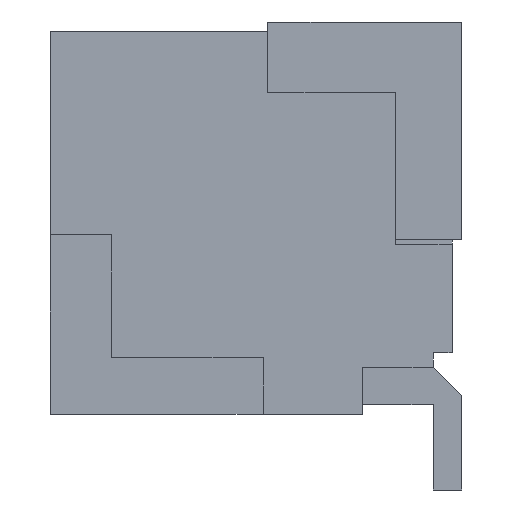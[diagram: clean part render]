
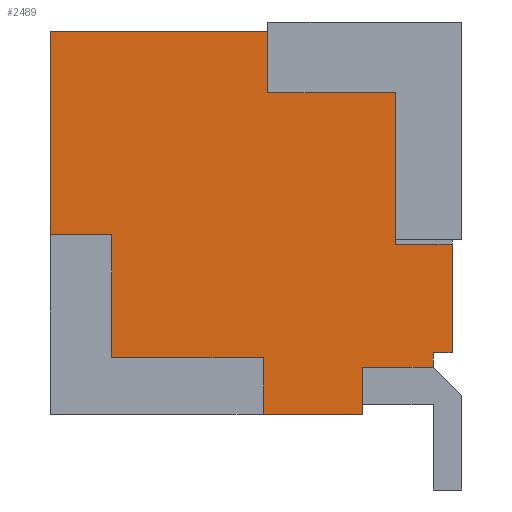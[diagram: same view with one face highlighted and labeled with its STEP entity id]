
A CAD part, left-side view. The second image highlights one B-rep face of the part: STEP entity #2489.
In plain terms, the highlighted planar face has unit normal (-1, 0, 0).
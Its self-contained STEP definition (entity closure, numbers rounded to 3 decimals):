
#64=FACE_OUTER_BOUND('',#189,.T.);
#189=EDGE_LOOP('',(#1812,#1813,#1814,#1815,#1816,#1817,#1818,#1819,#1820,
#1821,#1822,#1823,#1824,#1825,#1826,#1827));
#389=LINE('',#3535,#738);
#421=LINE('',#3598,#770);
#433=LINE('',#3622,#782);
#434=LINE('',#3624,#783);
#435=LINE('',#3626,#784);
#436=LINE('',#3628,#785);
#437=LINE('',#3629,#786);
#438=LINE('',#3630,#787);
#439=LINE('',#3632,#788);
#440=LINE('',#3634,#789);
#441=LINE('',#3636,#790);
#442=LINE('',#3638,#791);
#443=LINE('',#3640,#792);
#444=LINE('',#3642,#793);
#445=LINE('',#3644,#794);
#446=LINE('',#3645,#795);
#738=VECTOR('',#2884,0.15);
#770=VECTOR('',#2926,0.5);
#782=VECTOR('',#2946,0.65);
#783=VECTOR('',#2947,1.3);
#784=VECTOR('',#2948,1.6);
#785=VECTOR('',#2949,0.6);
#786=VECTOR('',#2950,1.05);
#787=VECTOR('',#2951,0.75);
#788=VECTOR('',#2952,0.2);
#789=VECTOR('',#2953,1.15);
#790=VECTOR('',#2954,0.6);
#791=VECTOR('',#2955,1.6);
#792=VECTOR('',#2956,1.35);
#793=VECTOR('',#2957,0.65);
#794=VECTOR('',#2958,2.3);
#795=VECTOR('',#2959,2.15);
#1057=VERTEX_POINT('',#3532);
#1058=VERTEX_POINT('',#3534);
#1083=VERTEX_POINT('',#3595);
#1084=VERTEX_POINT('',#3597);
#1091=VERTEX_POINT('',#3620);
#1092=VERTEX_POINT('',#3621);
#1093=VERTEX_POINT('',#3623);
#1094=VERTEX_POINT('',#3625);
#1095=VERTEX_POINT('',#3627);
#1096=VERTEX_POINT('',#3631);
#1097=VERTEX_POINT('',#3633);
#1098=VERTEX_POINT('',#3635);
#1099=VERTEX_POINT('',#3637);
#1100=VERTEX_POINT('',#3639);
#1101=VERTEX_POINT('',#3641);
#1102=VERTEX_POINT('',#3643);
#1315=EDGE_CURVE('',#1058,#1057,#389,.T.);
#1347=EDGE_CURVE('',#1084,#1083,#421,.T.);
#1359=EDGE_CURVE('',#1091,#1092,#433,.T.);
#1360=EDGE_CURVE('',#1092,#1093,#434,.T.);
#1361=EDGE_CURVE('',#1093,#1094,#435,.T.);
#1362=EDGE_CURVE('',#1094,#1095,#436,.T.);
#1363=EDGE_CURVE('',#1095,#1084,#437,.T.);
#1364=EDGE_CURVE('',#1083,#1058,#438,.T.);
#1365=EDGE_CURVE('',#1057,#1096,#439,.T.);
#1366=EDGE_CURVE('',#1097,#1096,#440,.T.);
#1367=EDGE_CURVE('',#1097,#1098,#441,.T.);
#1368=EDGE_CURVE('',#1098,#1099,#442,.T.);
#1369=EDGE_CURVE('',#1099,#1100,#443,.T.);
#1370=EDGE_CURVE('',#1100,#1101,#444,.T.);
#1371=EDGE_CURVE('',#1102,#1101,#445,.T.);
#1372=EDGE_CURVE('',#1102,#1091,#446,.T.);
#1812=ORIENTED_EDGE('',*,*,#1359,.T.);
#1813=ORIENTED_EDGE('',*,*,#1360,.T.);
#1814=ORIENTED_EDGE('',*,*,#1361,.T.);
#1815=ORIENTED_EDGE('',*,*,#1362,.T.);
#1816=ORIENTED_EDGE('',*,*,#1363,.T.);
#1817=ORIENTED_EDGE('',*,*,#1347,.T.);
#1818=ORIENTED_EDGE('',*,*,#1364,.T.);
#1819=ORIENTED_EDGE('',*,*,#1315,.T.);
#1820=ORIENTED_EDGE('',*,*,#1365,.T.);
#1821=ORIENTED_EDGE('',*,*,#1366,.F.);
#1822=ORIENTED_EDGE('',*,*,#1367,.T.);
#1823=ORIENTED_EDGE('',*,*,#1368,.T.);
#1824=ORIENTED_EDGE('',*,*,#1369,.T.);
#1825=ORIENTED_EDGE('',*,*,#1370,.T.);
#1826=ORIENTED_EDGE('',*,*,#1371,.F.);
#1827=ORIENTED_EDGE('',*,*,#1372,.T.);
#2291=PLANE('',#2616);
#2489=ADVANCED_FACE('',(#64),#2291,.F.);
#2616=AXIS2_PLACEMENT_3D('',#3619,#2944,#2945);
#2884=DIRECTION('',(0.,0.,1.));
#2926=DIRECTION('',(0.,0.,1.));
#2944=DIRECTION('center_axis',(1.,0.,0.));
#2945=DIRECTION('ref_axis',(0.,0.,-1.));
#2946=DIRECTION('',(0.,-1.,0.));
#2947=DIRECTION('',(0.,0.,-1.));
#2948=DIRECTION('',(0.,-1.,0.));
#2949=DIRECTION('',(0.,0.,-1.));
#2950=DIRECTION('',(0.,-1.,0.));
#2951=DIRECTION('',(0.,-1.,0.));
#2952=DIRECTION('',(0.,-1.,0.));
#2953=DIRECTION('',(0.,0.,-1.));
#2954=DIRECTION('',(0.,1.,0.));
#2955=DIRECTION('',(0.,0.,1.));
#2956=DIRECTION('',(0.,1.,0.));
#2957=DIRECTION('',(0.,0.,1.));
#2958=DIRECTION('',(0.,-1.,0.));
#2959=DIRECTION('',(0.,0.,-1.));
#3532=CARTESIAN_POINT('',(-9.5,0.2,0.65));
#3534=CARTESIAN_POINT('',(-9.5,0.2,0.5));
#3535=CARTESIAN_POINT('',(-9.5,0.2,0.5));
#3595=CARTESIAN_POINT('',(-9.5,0.95,0.5));
#3597=CARTESIAN_POINT('',(-9.5,0.95,0.));
#3598=CARTESIAN_POINT('',(-9.5,0.95,0.));
#3619=CARTESIAN_POINT('Origin',(-9.5,0.,4.05));
#3620=CARTESIAN_POINT('',(-9.5,4.25,1.9));
#3621=CARTESIAN_POINT('',(-9.5,3.6,1.9));
#3622=CARTESIAN_POINT('',(-9.5,4.25,1.9));
#3623=CARTESIAN_POINT('',(-9.5,3.6,0.6));
#3624=CARTESIAN_POINT('',(-9.5,3.6,1.9));
#3625=CARTESIAN_POINT('',(-9.5,2.,0.6));
#3626=CARTESIAN_POINT('',(-9.5,3.6,0.6));
#3627=CARTESIAN_POINT('',(-9.5,2.,0.));
#3628=CARTESIAN_POINT('',(-9.5,2.,0.6));
#3629=CARTESIAN_POINT('',(-9.5,0.,0.));
#3630=CARTESIAN_POINT('',(-9.5,0.95,0.5));
#3631=CARTESIAN_POINT('',(-9.5,0.,0.65));
#3632=CARTESIAN_POINT('',(-9.5,0.2,0.65));
#3633=CARTESIAN_POINT('',(-9.5,0.,1.8));
#3634=CARTESIAN_POINT('',(-9.5,0.,4.05));
#3635=CARTESIAN_POINT('',(-9.5,0.6,1.8));
#3636=CARTESIAN_POINT('',(-9.5,0.6,1.8));
#3637=CARTESIAN_POINT('',(-9.5,0.6,3.4));
#3638=CARTESIAN_POINT('',(-9.5,0.6,3.4));
#3639=CARTESIAN_POINT('',(-9.5,1.95,3.4));
#3640=CARTESIAN_POINT('',(-9.5,1.95,3.4));
#3641=CARTESIAN_POINT('',(-9.5,1.95,4.05));
#3642=CARTESIAN_POINT('',(-9.5,1.95,4.05));
#3643=CARTESIAN_POINT('',(-9.5,4.25,4.05));
#3644=CARTESIAN_POINT('',(-9.5,0.,4.05));
#3645=CARTESIAN_POINT('',(-9.5,4.25,4.05));
